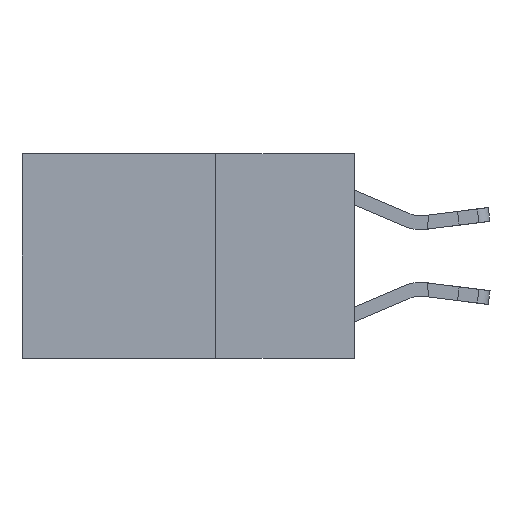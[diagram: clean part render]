
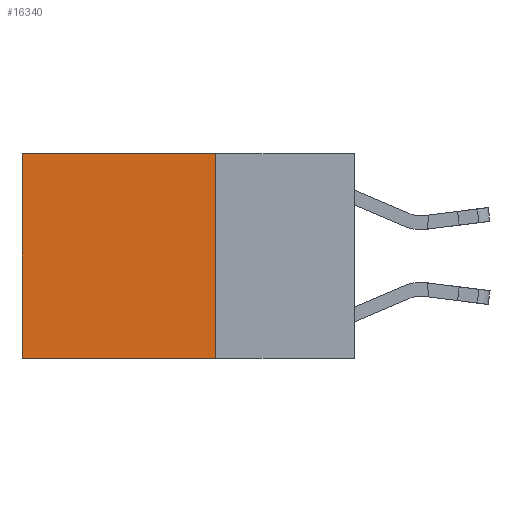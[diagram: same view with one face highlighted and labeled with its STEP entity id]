
A CAD part, left-side view. The second image highlights one B-rep face of the part: STEP entity #16340.
In plain terms, the highlighted planar face has unit normal (-1, 0, 0).
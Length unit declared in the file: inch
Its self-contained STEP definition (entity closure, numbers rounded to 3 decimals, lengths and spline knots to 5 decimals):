
#114 = CARTESIAN_POINT ( 'NONE',  ( 0.2625, 0.25, 0. ) ) ;
#305 = CARTESIAN_POINT ( 'NONE',  ( 0.2625, 0.25, 0. ) ) ;
#1720 = LINE ( 'NONE', #4655, #10609 ) ;
#2235 = DIRECTION ( 'NONE',  ( 1., 0., 0. ) ) ;
#2291 = CARTESIAN_POINT ( 'NONE',  ( 0.2625, 0.6, 0. ) ) ;
#2383 = VECTOR ( 'NONE', #6803, 39.37008 ) ;
#2934 = CARTESIAN_POINT ( 'NONE',  ( 0.2625, 0.25, 0. ) ) ;
#3549 = EDGE_CURVE ( 'NONE', #12456, #14796, #1720, .T. ) ;
#4655 = CARTESIAN_POINT ( 'NONE',  ( 0.2625, 0.25, -0.37 ) ) ;
#6803 = DIRECTION ( 'NONE',  ( 0., 1., 0. ) ) ;
#7745 = CARTESIAN_POINT ( 'NONE',  ( 0.2625, 0.6, 0. ) ) ;
#7921 = EDGE_CURVE ( 'NONE', #19986, #18316, #17390, .T. ) ;
#8595 = ORIENTED_EDGE ( 'NONE', *, *, #3549, .F. ) ;
#10609 = VECTOR ( 'NONE', #21446, 39.37008 ) ;
#11324 = EDGE_CURVE ( 'NONE', #18316, #14796, #23866, .T. ) ;
#12456 = VERTEX_POINT ( 'NONE', #16742 ) ;
#13062 = EDGE_CURVE ( 'NONE', #19986, #12456, #19232, .T. ) ;
#13618 = DIRECTION ( 'NONE',  ( 0., 0., -1. ) ) ;
#14606 = DIRECTION ( 'NONE',  ( 0., 0., -1. ) ) ;
#14796 = VERTEX_POINT ( 'NONE', #15499 ) ;
#14982 = ORIENTED_EDGE ( 'NONE', *, *, #11324, .T. ) ;
#15416 = DIRECTION ( 'NONE',  ( 0., 0., -1. ) ) ;
#15499 = CARTESIAN_POINT ( 'NONE',  ( 0.2625, 0.6, -0.37 ) ) ;
#16340 = ADVANCED_FACE ( 'NONE', ( #17808 ), #20843, .F. ) ;
#16742 = CARTESIAN_POINT ( 'NONE',  ( 0.2625, 0.25, -0.37 ) ) ;
#17390 = LINE ( 'NONE', #2934, #2383 ) ;
#17808 = FACE_OUTER_BOUND ( 'NONE', #20173, .T. ) ;
#18316 = VERTEX_POINT ( 'NONE', #7745 ) ;
#18368 = ORIENTED_EDGE ( 'NONE', *, *, #7921, .T. ) ;
#18671 = VECTOR ( 'NONE', #14606, 39.37008 ) ;
#19127 = ORIENTED_EDGE ( 'NONE', *, *, #13062, .F. ) ;
#19232 = LINE ( 'NONE', #20130, #18671 ) ;
#19605 = VECTOR ( 'NONE', #13618, 39.37008 ) ;
#19986 = VERTEX_POINT ( 'NONE', #114 ) ;
#20130 = CARTESIAN_POINT ( 'NONE',  ( 0.2625, 0.25, 0. ) ) ;
#20173 = EDGE_LOOP ( 'NONE', ( #14982, #8595, #19127, #18368 ) ) ;
#20843 = PLANE ( 'NONE',  #21266 ) ;
#21266 = AXIS2_PLACEMENT_3D ( 'NONE', #305, #2235, #15416 ) ;
#21446 = DIRECTION ( 'NONE',  ( 0., 1., 0. ) ) ;
#23866 = LINE ( 'NONE', #2291, #19605 ) ;
